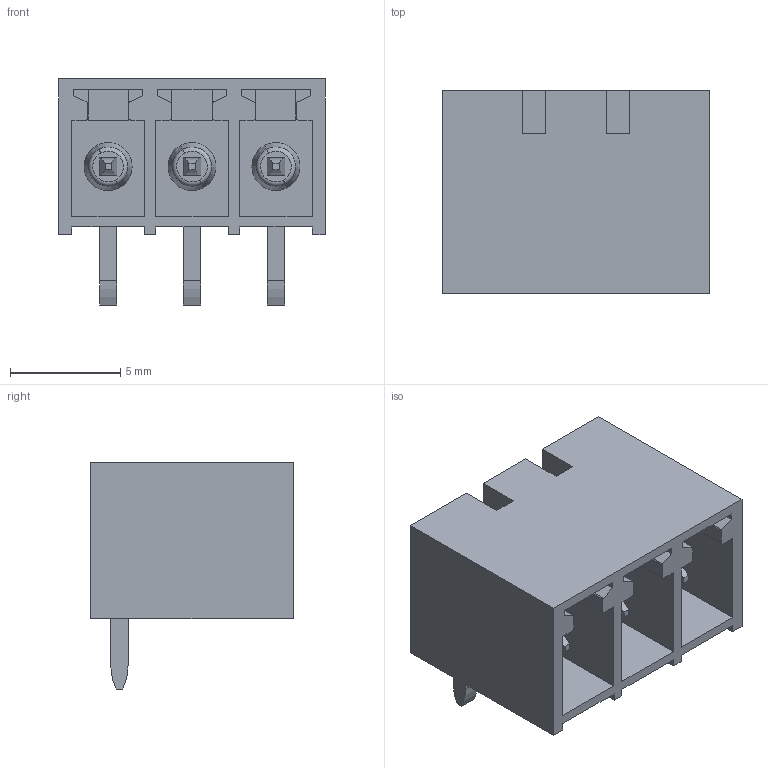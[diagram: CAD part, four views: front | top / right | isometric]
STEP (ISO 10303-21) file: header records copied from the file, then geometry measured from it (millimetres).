
FILE_DESCRIPTION(('CATIA V5 STEP Exchange','CAx-IF Rec.Pracs.--- Model Styling and Organization---1.2---2011-12-15'),'2;1');
FILE_NAME ('D1457652_0_1862840000_1862840000.stp','2018-10-12T06:02:29+00:00',('none'),('Weidmueller'),'CATIA Version 5-6 Release 2014','CATIA V5 STEP AP214','none');
FILE_SCHEMA(('AUTOMOTIVE_DESIGN { 1 0 10303 214 1 1 1 1 }'));
Length unit declared in the file: millimetre
Products named in the file (1): 1862840000
Bounding box: 12.12 x 9.2 x 10.27 mm (x, y, z)
Volume: 332.2 mm3; surface area: 1224.9 mm2
Topology: 4 solids, 4 shells, 223 faces, 632 edges, 426 vertices
Faces by surface type: plane 171, cylinder 40, torus 6, cone 6
Entity records: 6698 total; most frequent: ORIENTED_EDGE 1264, CARTESIAN_POINT 1228, DIRECTION 886, EDGE_CURVE 632, VECTOR 528, LINE 528, VERTEX_POINT 426, EDGE_LOOP 238
